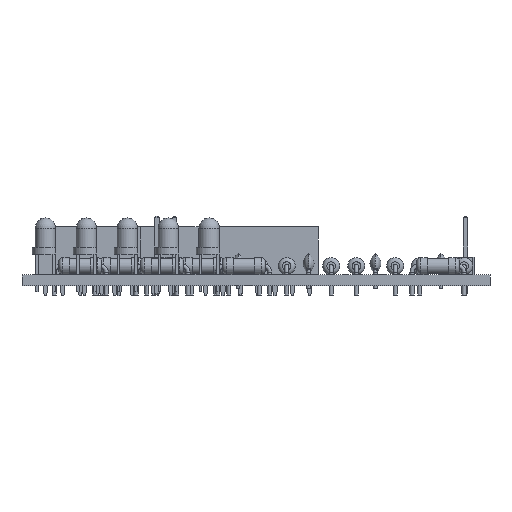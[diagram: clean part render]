
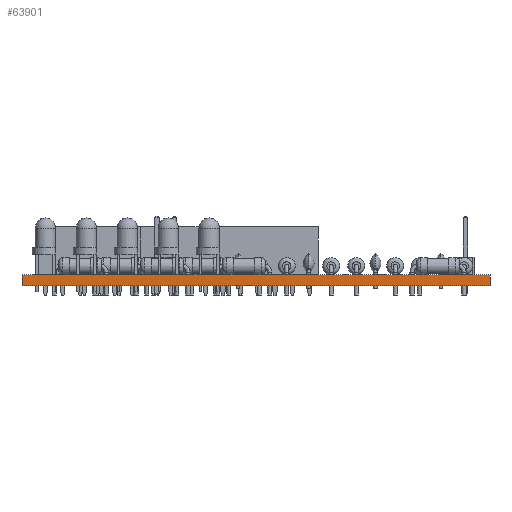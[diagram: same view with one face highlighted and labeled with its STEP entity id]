
A CAD part, front view. The second image highlights one B-rep face of the part: STEP entity #63901.
In plain terms, the highlighted planar face has unit normal (0, -1, 0).
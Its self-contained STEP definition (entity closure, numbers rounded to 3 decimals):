
#56485 = PLANE('',#56486);
#56486 = AXIS2_PLACEMENT_3D('',#56487,#56488,#56489);
#56487 = CARTESIAN_POINT('',(93.98,-111.76,0.));
#56488 = DIRECTION('',(-1.,0.,0.));
#56489 = DIRECTION('',(0.,1.,0.));
#56513 = PLANE('',#56514);
#56514 = AXIS2_PLACEMENT_3D('',#56515,#56516,#56517);
#56515 = CARTESIAN_POINT('',(59.69,-68.58,1.6));
#56516 = DIRECTION('',(0.,0.,1.));
#56517 = DIRECTION('',(1.,0.,0.));
#56541 = PLANE('',#56542);
#56542 = AXIS2_PLACEMENT_3D('',#56543,#56544,#56545);
#56543 = CARTESIAN_POINT('',(25.4,-25.4,0.));
#56544 = DIRECTION('',(1.,0.,0.));
#56545 = DIRECTION('',(0.,-1.,0.));
#56567 = PLANE('',#56568);
#56568 = AXIS2_PLACEMENT_3D('',#56569,#56570,#56571);
#56569 = CARTESIAN_POINT('',(59.69,-68.58,0.));
#56570 = DIRECTION('',(0.,0.,1.));
#56571 = DIRECTION('',(1.,0.,0.));
#56582 = EDGE_CURVE('',#56583,#56585,#56587,.T.);
#56583 = VERTEX_POINT('',#56584);
#56584 = CARTESIAN_POINT('',(93.98,-111.76,0.));
#56585 = VERTEX_POINT('',#56586);
#56586 = CARTESIAN_POINT('',(93.98,-111.76,1.6));
#56587 = SURFACE_CURVE('',#56588,(#56592,#56599),.PCURVE_S1.);
#56588 = LINE('',#56589,#56590);
#56589 = CARTESIAN_POINT('',(93.98,-111.76,0.));
#56590 = VECTOR('',#56591,1.);
#56591 = DIRECTION('',(0.,0.,1.));
#56592 = PCURVE('',#56485,#56593);
#56593 = DEFINITIONAL_REPRESENTATION('',(#56594),#56598);
#56594 = LINE('',#56595,#56596);
#56595 = CARTESIAN_POINT('',(0.,0.));
#56596 = VECTOR('',#56597,1.);
#56597 = DIRECTION('',(0.,-1.));
#56598 = ( GEOMETRIC_REPRESENTATION_CONTEXT(2) 
PARAMETRIC_REPRESENTATION_CONTEXT() REPRESENTATION_CONTEXT('2D SPACE',''
  ) );
#56599 = PCURVE('',#56600,#56605);
#56600 = PLANE('',#56601);
#56601 = AXIS2_PLACEMENT_3D('',#56602,#56603,#56604);
#56602 = CARTESIAN_POINT('',(25.4,-111.76,0.));
#56603 = DIRECTION('',(0.,1.,0.));
#56604 = DIRECTION('',(1.,0.,0.));
#56605 = DEFINITIONAL_REPRESENTATION('',(#56606),#56610);
#56606 = LINE('',#56607,#56608);
#56607 = CARTESIAN_POINT('',(68.58,0.));
#56608 = VECTOR('',#56609,1.);
#56609 = DIRECTION('',(0.,-1.));
#56610 = ( GEOMETRIC_REPRESENTATION_CONTEXT(2) 
PARAMETRIC_REPRESENTATION_CONTEXT() REPRESENTATION_CONTEXT('2D SPACE',''
  ) );
#56660 = VERTEX_POINT('',#56661);
#56661 = CARTESIAN_POINT('',(25.4,-111.76,1.6));
#56682 = EDGE_CURVE('',#56683,#56660,#56685,.T.);
#56683 = VERTEX_POINT('',#56684);
#56684 = CARTESIAN_POINT('',(25.4,-111.76,0.));
#56685 = SURFACE_CURVE('',#56686,(#56690,#56697),.PCURVE_S1.);
#56686 = LINE('',#56687,#56688);
#56687 = CARTESIAN_POINT('',(25.4,-111.76,0.));
#56688 = VECTOR('',#56689,1.);
#56689 = DIRECTION('',(0.,0.,1.));
#56690 = PCURVE('',#56541,#56691);
#56691 = DEFINITIONAL_REPRESENTATION('',(#56692),#56696);
#56692 = LINE('',#56693,#56694);
#56693 = CARTESIAN_POINT('',(86.36,0.));
#56694 = VECTOR('',#56695,1.);
#56695 = DIRECTION('',(0.,-1.));
#56696 = ( GEOMETRIC_REPRESENTATION_CONTEXT(2) 
PARAMETRIC_REPRESENTATION_CONTEXT() REPRESENTATION_CONTEXT('2D SPACE',''
  ) );
#56697 = PCURVE('',#56600,#56698);
#56698 = DEFINITIONAL_REPRESENTATION('',(#56699),#56703);
#56699 = LINE('',#56700,#56701);
#56700 = CARTESIAN_POINT('',(0.,0.));
#56701 = VECTOR('',#56702,1.);
#56702 = DIRECTION('',(0.,-1.));
#56703 = ( GEOMETRIC_REPRESENTATION_CONTEXT(2) 
PARAMETRIC_REPRESENTATION_CONTEXT() REPRESENTATION_CONTEXT('2D SPACE',''
  ) );
#56731 = EDGE_CURVE('',#56683,#56583,#56732,.T.);
#56732 = SURFACE_CURVE('',#56733,(#56737,#56744),.PCURVE_S1.);
#56733 = LINE('',#56734,#56735);
#56734 = CARTESIAN_POINT('',(25.4,-111.76,0.));
#56735 = VECTOR('',#56736,1.);
#56736 = DIRECTION('',(1.,0.,0.));
#56737 = PCURVE('',#56567,#56738);
#56738 = DEFINITIONAL_REPRESENTATION('',(#56739),#56743);
#56739 = LINE('',#56740,#56741);
#56740 = CARTESIAN_POINT('',(-34.29,-43.18));
#56741 = VECTOR('',#56742,1.);
#56742 = DIRECTION('',(1.,0.));
#56743 = ( GEOMETRIC_REPRESENTATION_CONTEXT(2) 
PARAMETRIC_REPRESENTATION_CONTEXT() REPRESENTATION_CONTEXT('2D SPACE',''
  ) );
#56744 = PCURVE('',#56600,#56745);
#56745 = DEFINITIONAL_REPRESENTATION('',(#56746),#56750);
#56746 = LINE('',#56747,#56748);
#56747 = CARTESIAN_POINT('',(0.,0.));
#56748 = VECTOR('',#56749,1.);
#56749 = DIRECTION('',(1.,0.));
#56750 = ( GEOMETRIC_REPRESENTATION_CONTEXT(2) 
PARAMETRIC_REPRESENTATION_CONTEXT() REPRESENTATION_CONTEXT('2D SPACE',''
  ) );
#60634 = EDGE_CURVE('',#56660,#56585,#60635,.T.);
#60635 = SURFACE_CURVE('',#60636,(#60640,#60647),.PCURVE_S1.);
#60636 = LINE('',#60637,#60638);
#60637 = CARTESIAN_POINT('',(25.4,-111.76,1.6));
#60638 = VECTOR('',#60639,1.);
#60639 = DIRECTION('',(1.,0.,0.));
#60640 = PCURVE('',#56513,#60641);
#60641 = DEFINITIONAL_REPRESENTATION('',(#60642),#60646);
#60642 = LINE('',#60643,#60644);
#60643 = CARTESIAN_POINT('',(-34.29,-43.18));
#60644 = VECTOR('',#60645,1.);
#60645 = DIRECTION('',(1.,0.));
#60646 = ( GEOMETRIC_REPRESENTATION_CONTEXT(2) 
PARAMETRIC_REPRESENTATION_CONTEXT() REPRESENTATION_CONTEXT('2D SPACE',''
  ) );
#60647 = PCURVE('',#56600,#60648);
#60648 = DEFINITIONAL_REPRESENTATION('',(#60649),#60653);
#60649 = LINE('',#60650,#60651);
#60650 = CARTESIAN_POINT('',(0.,-1.6));
#60651 = VECTOR('',#60652,1.);
#60652 = DIRECTION('',(1.,0.));
#60653 = ( GEOMETRIC_REPRESENTATION_CONTEXT(2) 
PARAMETRIC_REPRESENTATION_CONTEXT() REPRESENTATION_CONTEXT('2D SPACE',''
  ) );
#63901 = ADVANCED_FACE('',(#63902),#56600,.F.);
#63902 = FACE_BOUND('',#63903,.F.);
#63903 = EDGE_LOOP('',(#63904,#63905,#63906,#63907));
#63904 = ORIENTED_EDGE('',*,*,#56682,.T.);
#63905 = ORIENTED_EDGE('',*,*,#60634,.T.);
#63906 = ORIENTED_EDGE('',*,*,#56582,.F.);
#63907 = ORIENTED_EDGE('',*,*,#56731,.F.);
